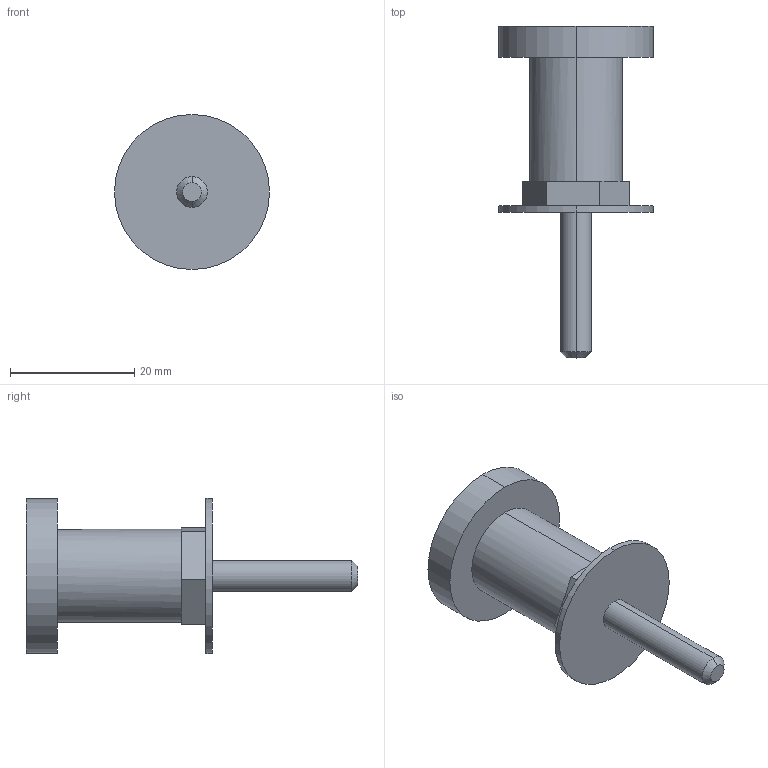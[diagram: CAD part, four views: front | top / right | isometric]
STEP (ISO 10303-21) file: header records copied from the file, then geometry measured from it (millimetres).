
FILE_DESCRIPTION (( 'STEP AP203' ), '1' );
FILE_NAME ('Pinning Station Vertical Plate Pin_Default_sldprt.STEP', '2023-10-19T05:35:04', ( '' ), ( '' ), 'SwSTEP 2.0', 'SolidWorks 2023', '' );
FILE_SCHEMA (( 'CONFIG_CONTROL_DESIGN' ));
Length unit declared in the file: millimetre
Products named in the file (1): Pinning Station Vertical Plate Pin_Default_sldprt
Bounding box: 25 x 53.5 x 25 mm (x, y, z)
Volume: 7713.6 mm3; surface area: 3590.3 mm2
Topology: 1 solids, 1 shells, 27 faces, 58 edges, 36 vertices
Faces by surface type: plane 17, cylinder 8, cone 2
Entity records: 809 total; most frequent: DIRECTION 138, CARTESIAN_POINT 122, ORIENTED_EDGE 116, EDGE_CURVE 58, AXIS2_PLACEMENT_3D 52, VERTEX_POINT 36, VECTOR 34, LINE 34
